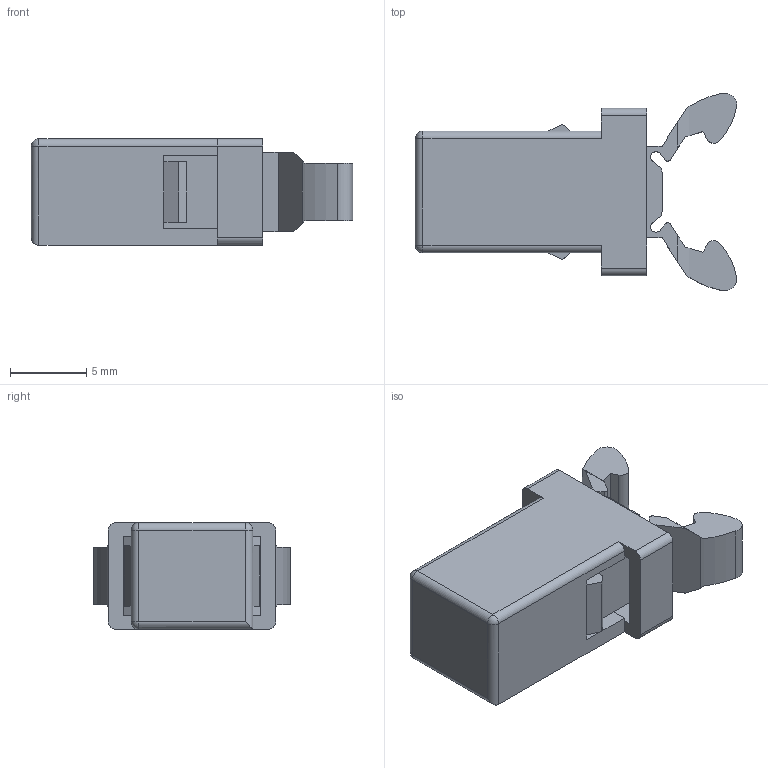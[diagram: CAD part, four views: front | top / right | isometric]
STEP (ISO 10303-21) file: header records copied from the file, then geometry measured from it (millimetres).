
FILE_DESCRIPTION (( 'STEP AP203' ), '1' );
FILE_NAME ('sone3D.STEP', '2015-12-16T02:35:42', ( '' ), ( '' ), 'SwSTEP 2.0', 'SolidWorks 2012', '' );
FILE_SCHEMA (( 'CONFIG_CONTROL_DESIGN' ));
Length unit declared in the file: millimetre
Products named in the file (1): sone3D
Bounding box: 21.1 x 12.99 x 7 mm (x, y, z)
Volume: 945 mm3; surface area: 1139.9 mm2
Topology: 2 solids, 2 shells, 91 faces, 255 edges, 162 vertices
Faces by surface type: plane 61, cylinder 27, sphere 3
Entity records: 2957 total; most frequent: CARTESIAN_POINT 521, ORIENTED_EDGE 504, DIRECTION 483, EDGE_CURVE 252, LINE 195, VECTOR 195, VERTEX_POINT 162, AXIS2_PLACEMENT_3D 144
